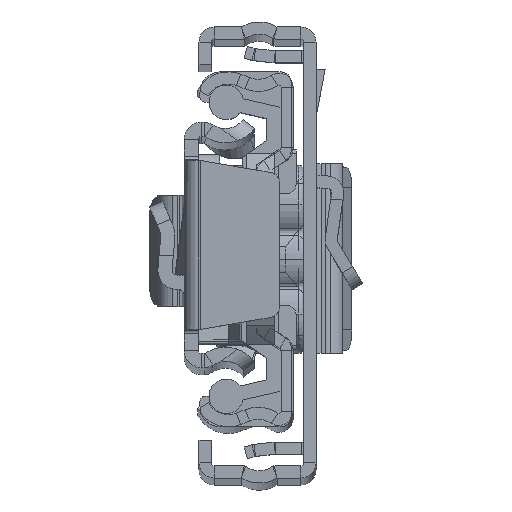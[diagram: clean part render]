
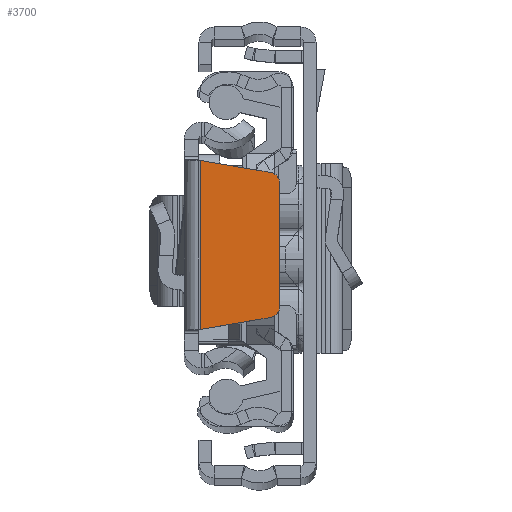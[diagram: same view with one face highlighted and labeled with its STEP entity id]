
A CAD part, top view. The second image highlights one B-rep face of the part: STEP entity #3700.
In plain terms, the highlighted planar face has unit normal (0, 0, 1).
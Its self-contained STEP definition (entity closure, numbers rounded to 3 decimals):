
#1007 = EDGE_CURVE ( 'NONE', #12789, #1243, #10765, .T. ) ;
#1243 = VERTEX_POINT ( 'NONE', #11826 ) ;
#1582 = AXIS2_PLACEMENT_3D ( 'NONE', #3438, #11685, #14917 ) ;
#1942 = VERTEX_POINT ( 'NONE', #13797 ) ;
#2600 = VECTOR ( 'NONE', #4219, 1000. ) ;
#2829 = ORIENTED_EDGE ( 'NONE', *, *, #16578, .T. ) ;
#3438 = CARTESIAN_POINT ( 'NONE',  ( 8.4, 6.156, 0. ) ) ;
#3449 = AXIS2_PLACEMENT_3D ( 'NONE', #21374, #4801, #19758 ) ;
#3587 = EDGE_LOOP ( 'NONE', ( #7346, #17570, #14522, #19781, #15988, #2829 ) ) ;
#3673 = DIRECTION ( 'NONE',  ( -0.986, 0.168, 0. ) ) ;
#3700 = ADVANCED_FACE ( 'NONE', ( #12222 ), #15569, .F. ) ;
#4219 = DIRECTION ( 'NONE',  ( 0.986, 0.168, 0. ) ) ;
#4609 = VERTEX_POINT ( 'NONE', #9362 ) ;
#4801 = DIRECTION ( 'NONE',  ( 0., 0., 1. ) ) ;
#4866 = EDGE_CURVE ( 'NONE', #9405, #12789, #12123, .T. ) ;
#5517 = DIRECTION ( 'NONE',  ( 1., 0., 0. ) ) ;
#5535 = LINE ( 'NONE', #18727, #13651 ) ;
#5744 = DIRECTION ( 'NONE',  ( 0., -1., 0. ) ) ;
#5958 = VERTEX_POINT ( 'NONE', #18014 ) ;
#7346 = ORIENTED_EDGE ( 'NONE', *, *, #13459, .T. ) ;
#7657 = VECTOR ( 'NONE', #5744, 1000. ) ;
#7772 = LINE ( 'NONE', #19056, #2600 ) ;
#8588 = AXIS2_PLACEMENT_3D ( 'NONE', #17088, #20354, #5517 ) ;
#8784 = CARTESIAN_POINT ( 'NONE',  ( 9.4, 6.156, 0. ) ) ;
#9362 = CARTESIAN_POINT ( 'NONE',  ( 1.6, -8.333, 0. ) ) ;
#9405 = VERTEX_POINT ( 'NONE', #14031 ) ;
#9436 = CARTESIAN_POINT ( 'NONE',  ( 1.6, -8.333, 0. ) ) ;
#10765 = LINE ( 'NONE', #8784, #13709 ) ;
#11685 = DIRECTION ( 'NONE',  ( 0., 0., 1. ) ) ;
#11826 = CARTESIAN_POINT ( 'NONE',  ( 9.4, 6.156, 0. ) ) ;
#12123 = CIRCLE ( 'NONE', #3449, 1. ) ;
#12222 = FACE_OUTER_BOUND ( 'NONE', #3587, .T. ) ;
#12789 = VERTEX_POINT ( 'NONE', #19879 ) ;
#13459 = EDGE_CURVE ( 'NONE', #1942, #4609, #17543, .T. ) ;
#13651 = VECTOR ( 'NONE', #3673, 1000. ) ;
#13709 = VECTOR ( 'NONE', #17347, 1000. ) ;
#13797 = CARTESIAN_POINT ( 'NONE',  ( 1.6, 8.333, 0. ) ) ;
#14031 = CARTESIAN_POINT ( 'NONE',  ( 8.568, -7.142, 0. ) ) ;
#14522 = ORIENTED_EDGE ( 'NONE', *, *, #4866, .T. ) ;
#14917 = DIRECTION ( 'NONE',  ( 1., 0., 0. ) ) ;
#15569 = PLANE ( 'NONE',  #8588 ) ;
#15988 = ORIENTED_EDGE ( 'NONE', *, *, #19068, .T. ) ;
#16578 = EDGE_CURVE ( 'NONE', #5958, #1942, #5535, .T. ) ;
#16816 = CIRCLE ( 'NONE', #1582, 1. ) ;
#17088 = CARTESIAN_POINT ( 'NONE',  ( 8.4, 6.156, 0. ) ) ;
#17347 = DIRECTION ( 'NONE',  ( 0., 1., 0. ) ) ;
#17543 = LINE ( 'NONE', #9436, #7657 ) ;
#17570 = ORIENTED_EDGE ( 'NONE', *, *, #21278, .T. ) ;
#18014 = CARTESIAN_POINT ( 'NONE',  ( 8.568, 7.142, 0. ) ) ;
#18727 = CARTESIAN_POINT ( 'NONE',  ( 1.5, 8.35, 0. ) ) ;
#19056 = CARTESIAN_POINT ( 'NONE',  ( 8.568, -7.142, 0. ) ) ;
#19068 = EDGE_CURVE ( 'NONE', #1243, #5958, #16816, .T. ) ;
#19758 = DIRECTION ( 'NONE',  ( 1., 0., 0. ) ) ;
#19781 = ORIENTED_EDGE ( 'NONE', *, *, #1007, .T. ) ;
#19879 = CARTESIAN_POINT ( 'NONE',  ( 9.4, -6.156, 0. ) ) ;
#20354 = DIRECTION ( 'NONE',  ( 0., 0., -1. ) ) ;
#21278 = EDGE_CURVE ( 'NONE', #4609, #9405, #7772, .T. ) ;
#21374 = CARTESIAN_POINT ( 'NONE',  ( 8.4, -6.156, 0. ) ) ;
